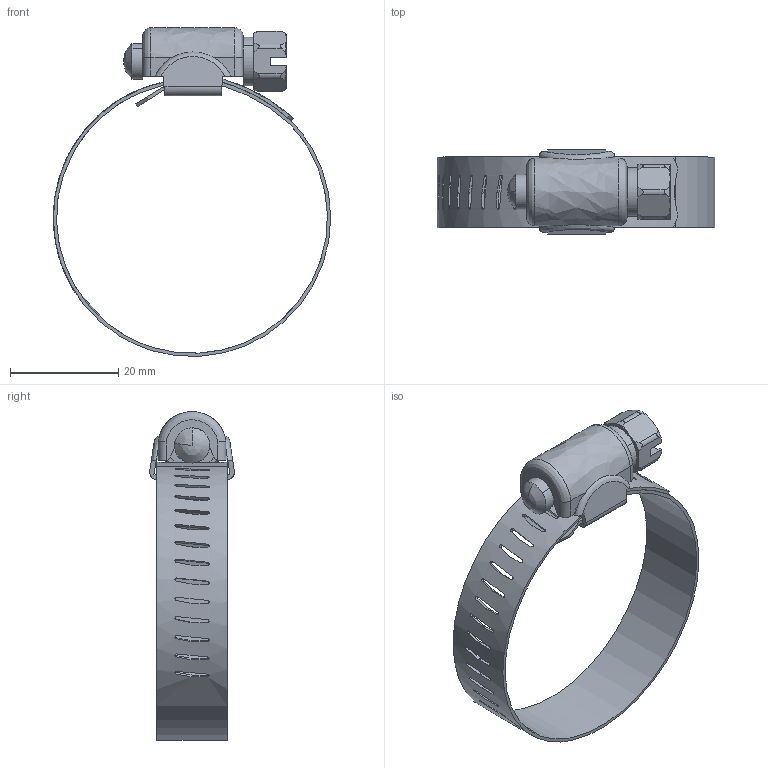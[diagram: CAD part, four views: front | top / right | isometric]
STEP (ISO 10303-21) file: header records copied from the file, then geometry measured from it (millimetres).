
FILE_DESCRIPTION((''),'2;1');
FILE_NAME('','2006-01-19T09:52:30',(''),(''),'','CADfix','');
FILE_SCHEMA(('AUTOMOTIVE_DESIGN'));
Length unit declared in the file: millimetre
Products named in the file (4): screw; holder; band; TM_144SUS_50_20766_36
Assembly tree (3 placements, depth 2):
  TM_144SUS_50_20766_36
    screw
    holder
    band
Bounding box: 51.2 x 15.63 x 60.69 mm (x, y, z)
Volume: 3679.2 mm3; surface area: 7370.3 mm2
Topology: 3 solids, 3 shells, 226 faces, 744 edges, 525 vertices
Faces by surface type: bspline 226
Entity records: 10444 total; most frequent: CARTESIAN_POINT 5979, ORIENTED_EDGE 1484, EDGE_CURVE 742, VERTEX_POINT 525, QUASI_UNIFORM_CURVE 384, B_SPLINE_CURVE_WITH_KNOTS 356, EDGE_LOOP 265, FACE_OUTER_BOUND 226
